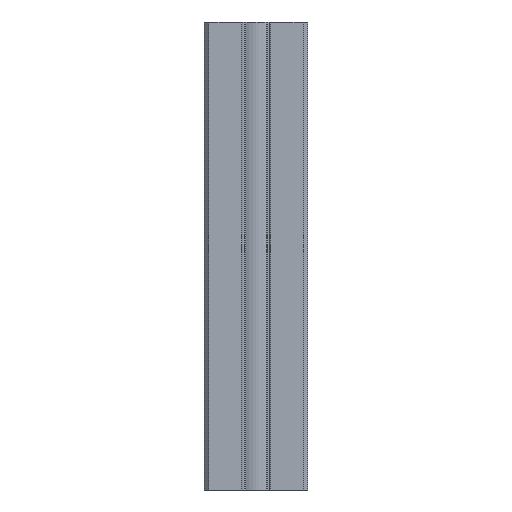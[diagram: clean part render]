
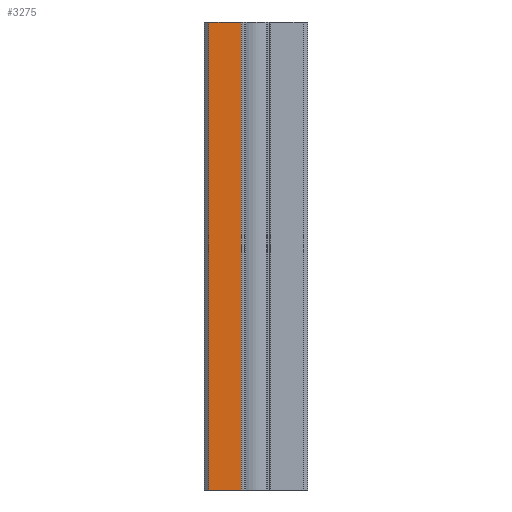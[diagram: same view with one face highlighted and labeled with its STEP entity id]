
A CAD part, left-side view. The second image highlights one B-rep face of the part: STEP entity #3275.
In plain terms, the highlighted planar face has unit normal (-1, 0, 0).
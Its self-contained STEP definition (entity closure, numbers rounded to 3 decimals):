
#49 = DIRECTION ( 'NONE',  ( 0., 0., 1. ) ) ;
#177 = CARTESIAN_POINT ( 'NONE',  ( -22.5, 0., 101.6 ) ) ;
#429 = ORIENTED_EDGE ( 'NONE', *, *, #772, .F. ) ;
#474 = EDGE_CURVE ( 'NONE', #2146, #4478, #1297, .T. ) ;
#485 = DIRECTION ( 'NONE',  ( 0., 1., 0. ) ) ;
#499 = ORIENTED_EDGE ( 'NONE', *, *, #1908, .T. ) ;
#722 = LINE ( 'NONE', #1002, #4183 ) ;
#771 = ORIENTED_EDGE ( 'NONE', *, *, #2894, .T. ) ;
#772 = EDGE_CURVE ( 'NONE', #885, #2913, #2692, .T. ) ;
#885 = VERTEX_POINT ( 'NONE', #3292 ) ;
#976 = ORIENTED_EDGE ( 'NONE', *, *, #474, .T. ) ;
#1002 = CARTESIAN_POINT ( 'NONE',  ( -22.5, 20.5, 101.6 ) ) ;
#1297 = LINE ( 'NONE', #177, #2063 ) ;
#1506 = PLANE ( 'NONE',  #4472 ) ;
#1843 = VECTOR ( 'NONE', #485, 1000. ) ;
#1908 = EDGE_CURVE ( 'NONE', #885, #2146, #1960, .T. ) ;
#1960 = LINE ( 'NONE', #4439, #2952 ) ;
#1983 = CARTESIAN_POINT ( 'NONE',  ( -22.5, 20.5, 101.6 ) ) ;
#2063 = VECTOR ( 'NONE', #2698, 1000. ) ;
#2146 = VERTEX_POINT ( 'NONE', #4243 ) ;
#2692 = LINE ( 'NONE', #3318, #1843 ) ;
#2698 = DIRECTION ( 'NONE',  ( 0., 1., 0. ) ) ;
#2758 = DIRECTION ( 'NONE',  ( 0., 0., -1. ) ) ;
#2894 = EDGE_CURVE ( 'NONE', #4478, #2913, #722, .T. ) ;
#2913 = VERTEX_POINT ( 'NONE', #3865 ) ;
#2952 = VECTOR ( 'NONE', #3041, 1000. ) ;
#3041 = DIRECTION ( 'NONE',  ( 0., 0., 1. ) ) ;
#3275 = ADVANCED_FACE ( 'NONE', ( #4339 ), #1506, .T. ) ;
#3292 = CARTESIAN_POINT ( 'NONE',  ( -22.5, 6.3, -101.6 ) ) ;
#3318 = CARTESIAN_POINT ( 'NONE',  ( -22.5, 0., -101.6 ) ) ;
#3576 = CARTESIAN_POINT ( 'NONE',  ( -22.5, 0., 101.6 ) ) ;
#3588 = EDGE_LOOP ( 'NONE', ( #429, #499, #976, #771 ) ) ;
#3865 = CARTESIAN_POINT ( 'NONE',  ( -22.5, 20.5, -101.6 ) ) ;
#3975 = DIRECTION ( 'NONE',  ( -1., 0., 0. ) ) ;
#4183 = VECTOR ( 'NONE', #2758, 1000. ) ;
#4243 = CARTESIAN_POINT ( 'NONE',  ( -22.5, 6.3, 101.6 ) ) ;
#4339 = FACE_OUTER_BOUND ( 'NONE', #3588, .T. ) ;
#4439 = CARTESIAN_POINT ( 'NONE',  ( -22.5, 6.3, 101.6 ) ) ;
#4472 = AXIS2_PLACEMENT_3D ( 'NONE', #3576, #3975, #49 ) ;
#4478 = VERTEX_POINT ( 'NONE', #1983 ) ;
